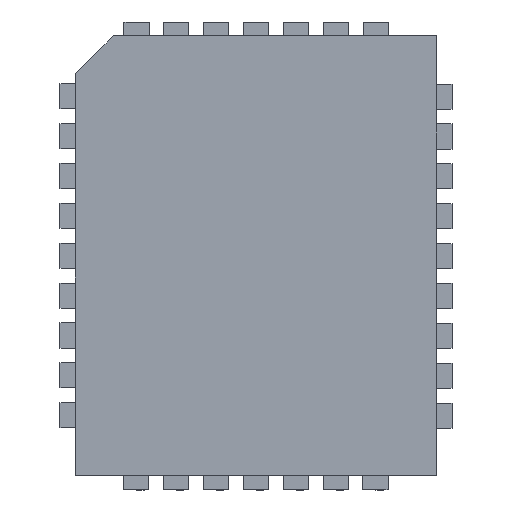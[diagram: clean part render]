
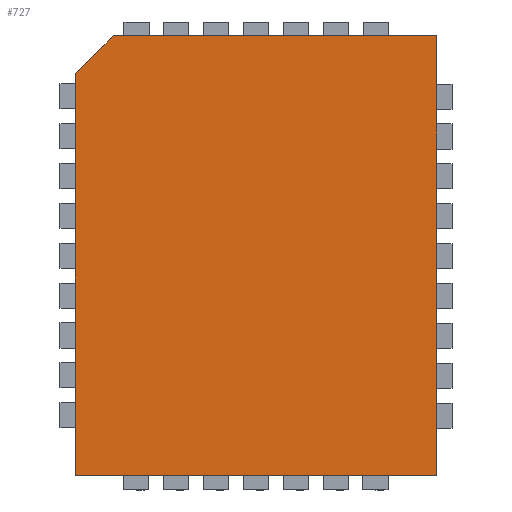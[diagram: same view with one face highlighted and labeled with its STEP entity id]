
A CAD part, top view. The second image highlights one B-rep face of the part: STEP entity #727.
In plain terms, the highlighted planar face has unit normal (0, 0, 1).
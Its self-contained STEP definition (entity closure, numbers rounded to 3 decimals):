
#721 = VERTEX_POINT ( 'NONE', #2633 ) ;
#722 = VERTEX_POINT ( 'NONE', #2682 ) ;
#727 = ADVANCED_FACE ( 'NONE', ( #2693 ), #2732, .F. ) ;
#775 = VERTEX_POINT ( 'NONE', #2755 ) ;
#777 = EDGE_CURVE ( 'NONE', #775, #790, #2754, .T. ) ;
#783 = EDGE_LOOP ( 'NONE', ( #784, #817, #855, #821, #849 ) ) ;
#784 = ORIENTED_EDGE ( 'NONE', *, *, #785, .T. ) ;
#785 = EDGE_CURVE ( 'NONE', #721, #722, #2607, .T. ) ;
#790 = VERTEX_POINT ( 'NONE', #2593 ) ;
#813 = VERTEX_POINT ( 'NONE', #2309 ) ;
#817 = ORIENTED_EDGE ( 'NONE', *, *, #818, .T. ) ;
#818 = EDGE_CURVE ( 'NONE', #722, #790, #2356, .T. ) ;
#821 = ORIENTED_EDGE ( 'NONE', *, *, #850, .T. ) ;
#822 = EDGE_CURVE ( 'NONE', #813, #721, #2327, .T. ) ;
#849 = ORIENTED_EDGE ( 'NONE', *, *, #822, .T. ) ;
#850 = EDGE_CURVE ( 'NONE', #775, #813, #2395, .T. ) ;
#855 = ORIENTED_EDGE ( 'NONE', *, *, #777, .F. ) ;
#2309 = CARTESIAN_POINT ( 'NONE',  ( -5.75, -7., 2.469 ) ) ;
#2320 = DIRECTION ( 'NONE',  ( 1., 0., 0. ) ) ;
#2321 = VECTOR ( 'NONE', #2320, 1000. ) ;
#2325 = DIRECTION ( 'NONE',  ( -1., 0., 0. ) ) ;
#2326 = CARTESIAN_POINT ( 'NONE',  ( -5.75, -7., 2.469 ) ) ;
#2327 = LINE ( 'NONE', #2326, #2321 ) ;
#2337 = VECTOR ( 'NONE', #2325, 1000. ) ;
#2355 = CARTESIAN_POINT ( 'NONE',  ( 5.75, 7., 2.469 ) ) ;
#2356 = LINE ( 'NONE', #2355, #2337 ) ;
#2395 = LINE ( 'NONE', #2396, #2398 ) ;
#2396 = CARTESIAN_POINT ( 'NONE',  ( -5.75, 5.8, 2.469 ) ) ;
#2397 = DIRECTION ( 'NONE',  ( 0., -1., 0. ) ) ;
#2398 = VECTOR ( 'NONE', #2397, 1000. ) ;
#2593 = CARTESIAN_POINT ( 'NONE',  ( -4.55, 7., 2.469 ) ) ;
#2606 = CARTESIAN_POINT ( 'NONE',  ( 5.75, -7., 2.469 ) ) ;
#2607 = LINE ( 'NONE', #2606, #2644 ) ;
#2633 = CARTESIAN_POINT ( 'NONE',  ( 5.75, -7., 2.469 ) ) ;
#2643 = DIRECTION ( 'NONE',  ( 0., 1., 0. ) ) ;
#2644 = VECTOR ( 'NONE', #2643, 1000. ) ;
#2672 = DIRECTION ( 'NONE',  ( 0.707, 0.707, 0. ) ) ;
#2673 = VECTOR ( 'NONE', #2672, 1000. ) ;
#2674 = CARTESIAN_POINT ( 'NONE',  ( -5.75, 5.8, 2.469 ) ) ;
#2682 = CARTESIAN_POINT ( 'NONE',  ( 5.75, 7., 2.469 ) ) ;
#2693 = FACE_OUTER_BOUND ( 'NONE', #783, .T. ) ;
#2732 = PLANE ( 'NONE',  #2744 ) ;
#2739 = DIRECTION ( 'NONE',  ( -1., 0., 0. ) ) ;
#2740 = DIRECTION ( 'NONE',  ( 0., 0., -1. ) ) ;
#2741 = CARTESIAN_POINT ( 'NONE',  ( -5.75, -7., 2.469 ) ) ;
#2744 = AXIS2_PLACEMENT_3D ( 'NONE', #2741, #2740, #2739 ) ;
#2754 = LINE ( 'NONE', #2674, #2673 ) ;
#2755 = CARTESIAN_POINT ( 'NONE',  ( -5.75, 5.8, 2.469 ) ) ;
